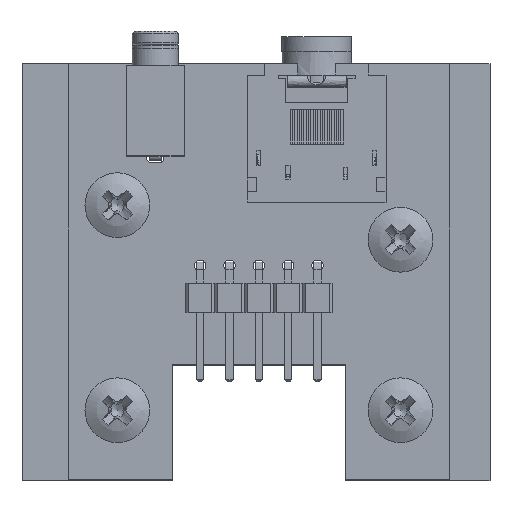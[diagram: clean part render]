
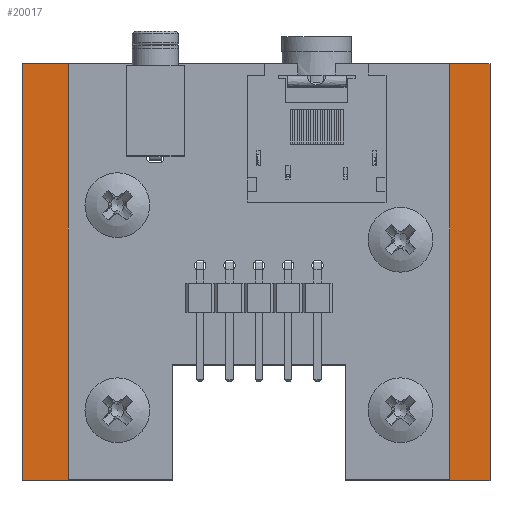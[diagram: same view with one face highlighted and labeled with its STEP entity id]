
A CAD part, top view. The second image highlights one B-rep face of the part: STEP entity #20017.
In plain terms, the highlighted planar face has unit normal (0, 0, 1).
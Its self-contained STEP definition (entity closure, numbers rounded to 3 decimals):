
#19730 = VERTEX_POINT('',#19731);
#19731 = CARTESIAN_POINT('',(8.75,-8.75,1.6));
#19737 = EDGE_CURVE('',#19730,#19738,#19740,.T.);
#19738 = VERTEX_POINT('',#19739);
#19739 = CARTESIAN_POINT('',(8.75,0.,1.6));
#19740 = LINE('',#19741,#19742);
#19741 = CARTESIAN_POINT('',(8.75,-8.75,1.6));
#19742 = VECTOR('',#19743,1.);
#19743 = DIRECTION('',(0.,1.,0.));
#19770 = VERTEX_POINT('',#19771);
#19771 = CARTESIAN_POINT('',(14.25,-8.75,1.6));
#19777 = EDGE_CURVE('',#19770,#19730,#19778,.T.);
#19778 = LINE('',#19779,#19780);
#19779 = CARTESIAN_POINT('',(14.25,-8.75,1.6));
#19780 = VECTOR('',#19781,1.);
#19781 = DIRECTION('',(-1.,0.,0.));
#19799 = EDGE_CURVE('',#19738,#19800,#19802,.T.);
#19800 = VERTEX_POINT('',#19801);
#19801 = CARTESIAN_POINT('',(0.,0.,1.6));
#19802 = LINE('',#19803,#19804);
#19803 = CARTESIAN_POINT('',(8.75,0.,1.6));
#19804 = VECTOR('',#19805,1.);
#19805 = DIRECTION('',(-1.,0.,0.));
#20017 = ADVANCED_FACE('',(#20018,#20093,#20104,#20115,#20126,#20160,
    #20171,#20182,#20193),#20204,.T.);
#20018 = FACE_BOUND('',#20019,.T.);
#20019 = EDGE_LOOP('',(#20020,#20021,#20022,#20030,#20038,#20046,#20054,
    #20062,#20070,#20078,#20086,#20092));
#20020 = ORIENTED_EDGE('',*,*,#19737,.T.);
#20021 = ORIENTED_EDGE('',*,*,#19799,.T.);
#20022 = ORIENTED_EDGE('',*,*,#20023,.T.);
#20023 = EDGE_CURVE('',#19800,#20024,#20026,.T.);
#20024 = VERTEX_POINT('',#20025);
#20025 = CARTESIAN_POINT('',(0.,-36.1,1.6));
#20026 = LINE('',#20027,#20028);
#20027 = CARTESIAN_POINT('',(0.,0.,1.6));
#20028 = VECTOR('',#20029,1.);
#20029 = DIRECTION('',(0.,-1.,0.));
#20030 = ORIENTED_EDGE('',*,*,#20031,.T.);
#20031 = EDGE_CURVE('',#20024,#20032,#20034,.T.);
#20032 = VERTEX_POINT('',#20033);
#20033 = CARTESIAN_POINT('',(13.,-36.1,1.6));
#20034 = LINE('',#20035,#20036);
#20035 = CARTESIAN_POINT('',(0.,-36.1,1.6));
#20036 = VECTOR('',#20037,1.);
#20037 = DIRECTION('',(1.,0.,0.));
#20038 = ORIENTED_EDGE('',*,*,#20039,.T.);
#20039 = EDGE_CURVE('',#20032,#20040,#20042,.T.);
#20040 = VERTEX_POINT('',#20041);
#20041 = CARTESIAN_POINT('',(13.,-26.1,1.6));
#20042 = LINE('',#20043,#20044);
#20043 = CARTESIAN_POINT('',(13.,-36.1,1.6));
#20044 = VECTOR('',#20045,1.);
#20045 = DIRECTION('',(0.,1.,0.));
#20046 = ORIENTED_EDGE('',*,*,#20047,.T.);
#20047 = EDGE_CURVE('',#20040,#20048,#20050,.T.);
#20048 = VERTEX_POINT('',#20049);
#20049 = CARTESIAN_POINT('',(28.,-26.1,1.6));
#20050 = LINE('',#20051,#20052);
#20051 = CARTESIAN_POINT('',(13.,-26.1,1.6));
#20052 = VECTOR('',#20053,1.);
#20053 = DIRECTION('',(1.,0.,0.));
#20054 = ORIENTED_EDGE('',*,*,#20055,.T.);
#20055 = EDGE_CURVE('',#20048,#20056,#20058,.T.);
#20056 = VERTEX_POINT('',#20057);
#20057 = CARTESIAN_POINT('',(28.,-36.1,1.6));
#20058 = LINE('',#20059,#20060);
#20059 = CARTESIAN_POINT('',(28.,-26.1,1.6));
#20060 = VECTOR('',#20061,1.);
#20061 = DIRECTION('',(0.,-1.,0.));
#20062 = ORIENTED_EDGE('',*,*,#20063,.T.);
#20063 = EDGE_CURVE('',#20056,#20064,#20066,.T.);
#20064 = VERTEX_POINT('',#20065);
#20065 = CARTESIAN_POINT('',(40.5,-36.1,1.6));
#20066 = LINE('',#20067,#20068);
#20067 = CARTESIAN_POINT('',(28.,-36.1,1.6));
#20068 = VECTOR('',#20069,1.);
#20069 = DIRECTION('',(1.,0.,0.));
#20070 = ORIENTED_EDGE('',*,*,#20071,.T.);
#20071 = EDGE_CURVE('',#20064,#20072,#20074,.T.);
#20072 = VERTEX_POINT('',#20073);
#20073 = CARTESIAN_POINT('',(40.5,0.,1.6));
#20074 = LINE('',#20075,#20076);
#20075 = CARTESIAN_POINT('',(40.5,-36.1,1.6));
#20076 = VECTOR('',#20077,1.);
#20077 = DIRECTION('',(0.,1.,0.));
#20078 = ORIENTED_EDGE('',*,*,#20079,.T.);
#20079 = EDGE_CURVE('',#20072,#20080,#20082,.T.);
#20080 = VERTEX_POINT('',#20081);
#20081 = CARTESIAN_POINT('',(14.25,0.,1.6));
#20082 = LINE('',#20083,#20084);
#20083 = CARTESIAN_POINT('',(40.5,0.,1.6));
#20084 = VECTOR('',#20085,1.);
#20085 = DIRECTION('',(-1.,0.,0.));
#20086 = ORIENTED_EDGE('',*,*,#20087,.T.);
#20087 = EDGE_CURVE('',#20080,#19770,#20088,.T.);
#20088 = LINE('',#20089,#20090);
#20089 = CARTESIAN_POINT('',(14.25,0.,1.6));
#20090 = VECTOR('',#20091,1.);
#20091 = DIRECTION('',(0.,-1.,0.));
#20092 = ORIENTED_EDGE('',*,*,#19777,.T.);
#20093 = FACE_BOUND('',#20094,.T.);
#20094 = EDGE_LOOP('',(#20095));
#20095 = ORIENTED_EDGE('',*,*,#20096,.F.);
#20096 = EDGE_CURVE('',#20097,#20097,#20099,.T.);
#20097 = VERTEX_POINT('',#20098);
#20098 = CARTESIAN_POINT('',(10.36,-30.,1.6));
#20099 = CIRCLE('',#20100,2.11);
#20100 = AXIS2_PLACEMENT_3D('',#20101,#20102,#20103);
#20101 = CARTESIAN_POINT('',(8.25,-30.,1.6));
#20102 = DIRECTION('',(0.,0.,1.));
#20103 = DIRECTION('',(1.,0.,-0.));
#20104 = FACE_BOUND('',#20105,.T.);
#20105 = EDGE_LOOP('',(#20106));
#20106 = ORIENTED_EDGE('',*,*,#20107,.F.);
#20107 = EDGE_CURVE('',#20108,#20108,#20110,.T.);
#20108 = VERTEX_POINT('',#20109);
#20109 = CARTESIAN_POINT('',(34.86,-30.,1.6));
#20110 = CIRCLE('',#20111,2.11);
#20111 = AXIS2_PLACEMENT_3D('',#20112,#20113,#20114);
#20112 = CARTESIAN_POINT('',(32.75,-30.,1.6));
#20113 = DIRECTION('',(0.,0.,1.));
#20114 = DIRECTION('',(1.,0.,-0.));
#20115 = FACE_BOUND('',#20116,.T.);
#20116 = EDGE_LOOP('',(#20117));
#20117 = ORIENTED_EDGE('',*,*,#20118,.F.);
#20118 = EDGE_CURVE('',#20119,#20119,#20121,.T.);
#20119 = VERTEX_POINT('',#20120);
#20120 = CARTESIAN_POINT('',(10.36,-12.25,1.6));
#20121 = CIRCLE('',#20122,2.11);
#20122 = AXIS2_PLACEMENT_3D('',#20123,#20124,#20125);
#20123 = CARTESIAN_POINT('',(8.25,-12.25,1.6));
#20124 = DIRECTION('',(0.,0.,1.));
#20125 = DIRECTION('',(1.,0.,-0.));
#20126 = FACE_BOUND('',#20127,.T.);
#20127 = EDGE_LOOP('',(#20128,#20138,#20146,#20154));
#20128 = ORIENTED_EDGE('',*,*,#20129,.T.);
#20129 = EDGE_CURVE('',#20130,#20132,#20134,.T.);
#20130 = VERTEX_POINT('',#20131);
#20131 = CARTESIAN_POINT('',(27.25,-19.,1.6));
#20132 = VERTEX_POINT('',#20133);
#20133 = CARTESIAN_POINT('',(13.75,-19.,1.6));
#20134 = LINE('',#20135,#20136);
#20135 = CARTESIAN_POINT('',(27.25,-19.,1.6));
#20136 = VECTOR('',#20137,1.);
#20137 = DIRECTION('',(-1.,0.,0.));
#20138 = ORIENTED_EDGE('',*,*,#20139,.T.);
#20139 = EDGE_CURVE('',#20132,#20140,#20142,.T.);
#20140 = VERTEX_POINT('',#20141);
#20141 = CARTESIAN_POINT('',(13.75,-15.75,1.6));
#20142 = LINE('',#20143,#20144);
#20143 = CARTESIAN_POINT('',(13.75,-19.,1.6));
#20144 = VECTOR('',#20145,1.);
#20145 = DIRECTION('',(0.,1.,0.));
#20146 = ORIENTED_EDGE('',*,*,#20147,.T.);
#20147 = EDGE_CURVE('',#20140,#20148,#20150,.T.);
#20148 = VERTEX_POINT('',#20149);
#20149 = CARTESIAN_POINT('',(27.25,-15.75,1.6));
#20150 = LINE('',#20151,#20152);
#20151 = CARTESIAN_POINT('',(13.75,-15.75,1.6));
#20152 = VECTOR('',#20153,1.);
#20153 = DIRECTION('',(1.,0.,0.));
#20154 = ORIENTED_EDGE('',*,*,#20155,.T.);
#20155 = EDGE_CURVE('',#20148,#20130,#20156,.T.);
#20156 = LINE('',#20157,#20158);
#20157 = CARTESIAN_POINT('',(27.25,-15.75,1.6));
#20158 = VECTOR('',#20159,1.);
#20159 = DIRECTION('',(0.,-1.,0.));
#20160 = FACE_BOUND('',#20161,.T.);
#20161 = EDGE_LOOP('',(#20162));
#20162 = ORIENTED_EDGE('',*,*,#20163,.F.);
#20163 = EDGE_CURVE('',#20164,#20164,#20166,.T.);
#20164 = VERTEX_POINT('',#20165);
#20165 = CARTESIAN_POINT('',(34.86,-15.25,1.6));
#20166 = CIRCLE('',#20167,2.11);
#20167 = AXIS2_PLACEMENT_3D('',#20168,#20169,#20170);
#20168 = CARTESIAN_POINT('',(32.75,-15.25,1.6));
#20169 = DIRECTION('',(0.,0.,1.));
#20170 = DIRECTION('',(1.,0.,-0.));
#20171 = FACE_BOUND('',#20172,.T.);
#20172 = EDGE_LOOP('',(#20173));
#20173 = ORIENTED_EDGE('',*,*,#20174,.F.);
#20174 = EDGE_CURVE('',#20175,#20175,#20177,.T.);
#20175 = VERTEX_POINT('',#20176);
#20176 = CARTESIAN_POINT('',(21.5,-9.5,1.6));
#20177 = CIRCLE('',#20178,1.);
#20178 = AXIS2_PLACEMENT_3D('',#20179,#20180,#20181);
#20179 = CARTESIAN_POINT('',(20.5,-9.5,1.6));
#20180 = DIRECTION('',(0.,0.,1.));
#20181 = DIRECTION('',(1.,0.,-0.));
#20182 = FACE_BOUND('',#20183,.T.);
#20183 = EDGE_LOOP('',(#20184));
#20184 = ORIENTED_EDGE('',*,*,#20185,.F.);
#20185 = EDGE_CURVE('',#20186,#20186,#20188,.T.);
#20186 = VERTEX_POINT('',#20187);
#20187 = CARTESIAN_POINT('',(26.5,-4.5,1.6));
#20188 = CIRCLE('',#20189,1.);
#20189 = AXIS2_PLACEMENT_3D('',#20190,#20191,#20192);
#20190 = CARTESIAN_POINT('',(25.5,-4.5,1.6));
#20191 = DIRECTION('',(0.,0.,1.));
#20192 = DIRECTION('',(1.,0.,-0.));
#20193 = FACE_BOUND('',#20194,.T.);
#20194 = EDGE_LOOP('',(#20195));
#20195 = ORIENTED_EDGE('',*,*,#20196,.F.);
#20196 = EDGE_CURVE('',#20197,#20197,#20199,.T.);
#20197 = VERTEX_POINT('',#20198);
#20198 = CARTESIAN_POINT('',(31.5,-9.5,1.6));
#20199 = CIRCLE('',#20200,1.);
#20200 = AXIS2_PLACEMENT_3D('',#20201,#20202,#20203);
#20201 = CARTESIAN_POINT('',(30.5,-9.5,1.6));
#20202 = DIRECTION('',(0.,0.,1.));
#20203 = DIRECTION('',(1.,0.,-0.));
#20204 = PLANE('',#20205);
#20205 = AXIS2_PLACEMENT_3D('',#20206,#20207,#20208);
#20206 = CARTESIAN_POINT('',(19.473,-17.63,1.6));
#20207 = DIRECTION('',(0.,0.,1.));
#20208 = DIRECTION('',(1.,0.,-0.));
